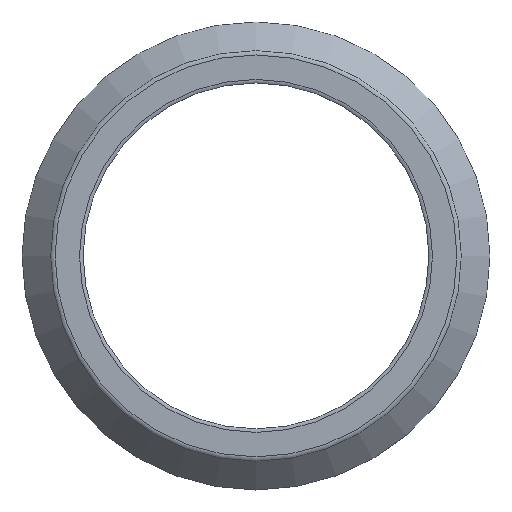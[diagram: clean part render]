
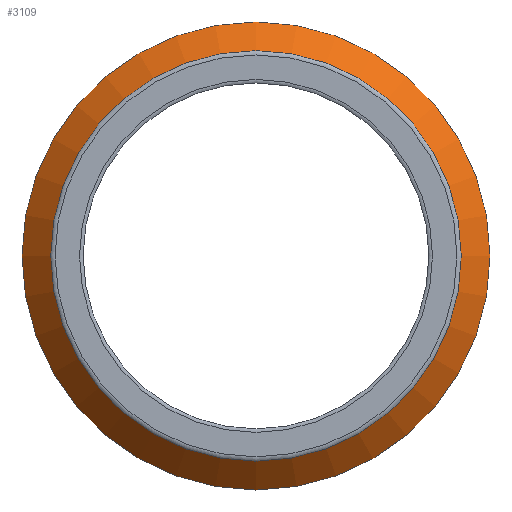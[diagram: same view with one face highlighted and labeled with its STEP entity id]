
A CAD part, top view. The second image highlights one B-rep face of the part: STEP entity #3109.
In plain terms, the highlighted conical face has half-angle 45 degrees and reference radius 23 mm.
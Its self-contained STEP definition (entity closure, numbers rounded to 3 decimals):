
#590 = CYLINDRICAL_SURFACE('',#591,23.);
#591 = AXIS2_PLACEMENT_3D('',#592,#593,#594);
#592 = CARTESIAN_POINT('',(0.,0.,-1.85));
#593 = DIRECTION('',(0.,0.,1.));
#594 = DIRECTION('',(1.,0.,0.));
#2174 = VERTEX_POINT('',#2175);
#2175 = CARTESIAN_POINT('',(23.,0.,1.65));
#2196 = EDGE_CURVE('',#2174,#2174,#2197,.T.);
#2197 = SURFACE_CURVE('',#2198,(#2203,#2210),.PCURVE_S1.);
#2198 = CIRCLE('',#2199,23.);
#2199 = AXIS2_PLACEMENT_3D('',#2200,#2201,#2202);
#2200 = CARTESIAN_POINT('',(0.,0.,1.65));
#2201 = DIRECTION('',(0.,0.,1.));
#2202 = DIRECTION('',(1.,0.,-0.));
#2203 = PCURVE('',#590,#2204);
#2204 = DEFINITIONAL_REPRESENTATION('',(#2205),#2209);
#2205 = LINE('',#2206,#2207);
#2206 = CARTESIAN_POINT('',(0.,3.5));
#2207 = VECTOR('',#2208,1.);
#2208 = DIRECTION('',(1.,0.));
#2209 = ( GEOMETRIC_REPRESENTATION_CONTEXT(2) 
PARAMETRIC_REPRESENTATION_CONTEXT() REPRESENTATION_CONTEXT('2D SPACE',''
  ) );
#2210 = PCURVE('',#2211,#2216);
#2211 = CONICAL_SURFACE('',#2212,23.,0.785);
#2212 = AXIS2_PLACEMENT_3D('',#2213,#2214,#2215);
#2213 = CARTESIAN_POINT('',(0.,0.,1.65));
#2214 = DIRECTION('',(-0.,-0.,-1.));
#2215 = DIRECTION('',(1.,0.,0.));
#2216 = DEFINITIONAL_REPRESENTATION('',(#2217),#2221);
#2217 = LINE('',#2218,#2219);
#2218 = CARTESIAN_POINT('',(-0.,-0.));
#2219 = VECTOR('',#2220,1.);
#2220 = DIRECTION('',(-1.,-0.));
#2221 = ( GEOMETRIC_REPRESENTATION_CONTEXT(2) 
PARAMETRIC_REPRESENTATION_CONTEXT() REPRESENTATION_CONTEXT('2D SPACE',''
  ) );
#3109 = ADVANCED_FACE('',(#3110),#2211,.T.);
#3110 = FACE_BOUND('',#3111,.T.);
#3111 = EDGE_LOOP('',(#3112,#3135,#3136,#3137));
#3112 = ORIENTED_EDGE('',*,*,#3113,.F.);
#3113 = EDGE_CURVE('',#2174,#3114,#3116,.T.);
#3114 = VERTEX_POINT('',#3115);
#3115 = CARTESIAN_POINT('',(20.176,0.,
    4.474));
#3116 = SEAM_CURVE('',#3117,(#3121,#3128),.PCURVE_S1.);
#3117 = LINE('',#3118,#3119);
#3118 = CARTESIAN_POINT('',(23.,0.,1.65));
#3119 = VECTOR('',#3120,1.);
#3120 = DIRECTION('',(-0.707,0.,0.707));
#3121 = PCURVE('',#2211,#3122);
#3122 = DEFINITIONAL_REPRESENTATION('',(#3123),#3127);
#3123 = LINE('',#3124,#3125);
#3124 = CARTESIAN_POINT('',(-0.,-0.));
#3125 = VECTOR('',#3126,1.);
#3126 = DIRECTION('',(-0.,-1.));
#3127 = ( GEOMETRIC_REPRESENTATION_CONTEXT(2) 
PARAMETRIC_REPRESENTATION_CONTEXT() REPRESENTATION_CONTEXT('2D SPACE',''
  ) );
#3128 = PCURVE('',#2211,#3129);
#3129 = DEFINITIONAL_REPRESENTATION('',(#3130),#3134);
#3130 = LINE('',#3131,#3132);
#3131 = CARTESIAN_POINT('',(-6.283,-0.));
#3132 = VECTOR('',#3133,1.);
#3133 = DIRECTION('',(-0.,-1.));
#3134 = ( GEOMETRIC_REPRESENTATION_CONTEXT(2) 
PARAMETRIC_REPRESENTATION_CONTEXT() REPRESENTATION_CONTEXT('2D SPACE',''
  ) );
#3135 = ORIENTED_EDGE('',*,*,#2196,.T.);
#3136 = ORIENTED_EDGE('',*,*,#3113,.T.);
#3137 = ORIENTED_EDGE('',*,*,#3138,.F.);
#3138 = EDGE_CURVE('',#3114,#3114,#3139,.T.);
#3139 = SURFACE_CURVE('',#3140,(#3145,#3152),.PCURVE_S1.);
#3140 = CIRCLE('',#3141,20.176);
#3141 = AXIS2_PLACEMENT_3D('',#3142,#3143,#3144);
#3142 = CARTESIAN_POINT('',(0.,0.,4.474));
#3143 = DIRECTION('',(0.,0.,1.));
#3144 = DIRECTION('',(1.,0.,0.));
#3145 = PCURVE('',#2211,#3146);
#3146 = DEFINITIONAL_REPRESENTATION('',(#3147),#3151);
#3147 = LINE('',#3148,#3149);
#3148 = CARTESIAN_POINT('',(-0.,-2.824));
#3149 = VECTOR('',#3150,1.);
#3150 = DIRECTION('',(-1.,-0.));
#3151 = ( GEOMETRIC_REPRESENTATION_CONTEXT(2) 
PARAMETRIC_REPRESENTATION_CONTEXT() REPRESENTATION_CONTEXT('2D SPACE',''
  ) );
#3152 = PCURVE('',#3153,#3158);
#3153 = TOROIDAL_SURFACE('',#3154,19.751,0.6);
#3154 = AXIS2_PLACEMENT_3D('',#3155,#3156,#3157);
#3155 = CARTESIAN_POINT('',(0.,0.,4.05));
#3156 = DIRECTION('',(0.,0.,1.));
#3157 = DIRECTION('',(1.,0.,0.));
#3158 = DEFINITIONAL_REPRESENTATION('',(#3159),#3163);
#3159 = LINE('',#3160,#3161);
#3160 = CARTESIAN_POINT('',(0.,0.785));
#3161 = VECTOR('',#3162,1.);
#3162 = DIRECTION('',(1.,0.));
#3163 = ( GEOMETRIC_REPRESENTATION_CONTEXT(2) 
PARAMETRIC_REPRESENTATION_CONTEXT() REPRESENTATION_CONTEXT('2D SPACE',''
  ) );
